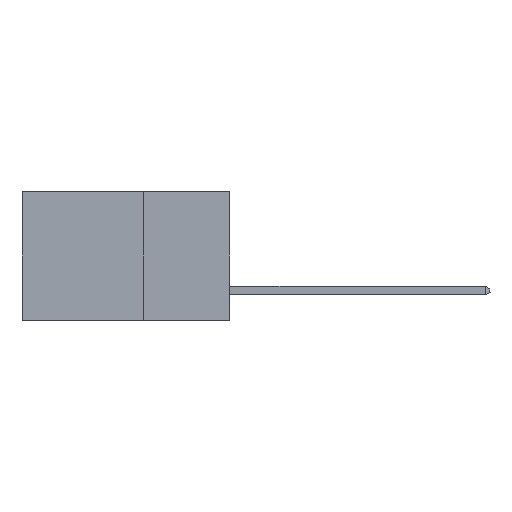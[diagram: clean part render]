
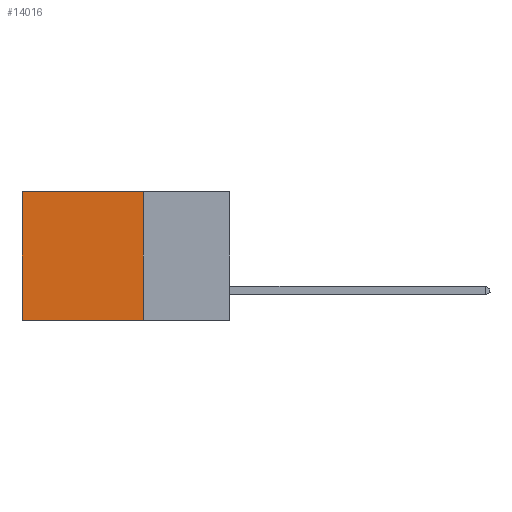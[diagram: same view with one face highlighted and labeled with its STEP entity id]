
A CAD part, left-side view. The second image highlights one B-rep face of the part: STEP entity #14016.
In plain terms, the highlighted planar face has unit normal (-1, 0, 0).
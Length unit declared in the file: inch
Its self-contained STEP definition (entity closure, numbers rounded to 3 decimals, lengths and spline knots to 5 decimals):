
#687 = CARTESIAN_POINT ( 'NONE',  ( 0.298, 0.25, -0.37 ) ) ;
#1604 = DIRECTION ( 'NONE',  ( 0., 0., -1. ) ) ;
#1904 = CARTESIAN_POINT ( 'NONE',  ( 0.298, 0.6, 0. ) ) ;
#2371 = DIRECTION ( 'NONE',  ( 0., 1., 0. ) ) ;
#2621 = LINE ( 'NONE', #12848, #17038 ) ;
#3790 = VERTEX_POINT ( 'NONE', #687 ) ;
#4582 = EDGE_CURVE ( 'NONE', #3790, #21204, #25447, .T. ) ;
#4982 = EDGE_CURVE ( 'NONE', #24511, #3790, #8849, .T. ) ;
#5601 = ORIENTED_EDGE ( 'NONE', *, *, #9503, .T. ) ;
#6640 = VECTOR ( 'NONE', #2371, 39.37008 ) ;
#6898 = EDGE_CURVE ( 'NONE', #23675, #21204, #23802, .T. ) ;
#7906 = DIRECTION ( 'NONE',  ( 0., 1., 0. ) ) ;
#8849 = LINE ( 'NONE', #15854, #21696 ) ;
#9503 = EDGE_CURVE ( 'NONE', #24511, #23675, #2621, .T. ) ;
#11175 = ORIENTED_EDGE ( 'NONE', *, *, #6898, .T. ) ;
#12848 = CARTESIAN_POINT ( 'NONE',  ( 0.298, 0.25, 0. ) ) ;
#13362 = CARTESIAN_POINT ( 'NONE',  ( 0.298, 0.6, -0.37 ) ) ;
#14016 = ADVANCED_FACE ( 'NONE', ( #15956 ), #25410, .F. ) ;
#14037 = AXIS2_PLACEMENT_3D ( 'NONE', #22848, #20434, #27337 ) ;
#15367 = ORIENTED_EDGE ( 'NONE', *, *, #4982, .F. ) ;
#15504 = ORIENTED_EDGE ( 'NONE', *, *, #4582, .F. ) ;
#15854 = CARTESIAN_POINT ( 'NONE',  ( 0.298, 0.25, 0. ) ) ;
#15956 = FACE_OUTER_BOUND ( 'NONE', #19918, .T. ) ;
#16483 = CARTESIAN_POINT ( 'NONE',  ( 0.298, 0.6, 0. ) ) ;
#17038 = VECTOR ( 'NONE', #7906, 39.37008 ) ;
#19918 = EDGE_LOOP ( 'NONE', ( #11175, #15504, #15367, #5601 ) ) ;
#20434 = DIRECTION ( 'NONE',  ( 1., 0., 0. ) ) ;
#20525 = CARTESIAN_POINT ( 'NONE',  ( 0.298, 0.25, 0. ) ) ;
#20569 = DIRECTION ( 'NONE',  ( 0., 0., -1. ) ) ;
#21204 = VERTEX_POINT ( 'NONE', #13362 ) ;
#21214 = CARTESIAN_POINT ( 'NONE',  ( 0.298, 0.25, -0.37 ) ) ;
#21696 = VECTOR ( 'NONE', #20569, 39.37008 ) ;
#22848 = CARTESIAN_POINT ( 'NONE',  ( 0.298, 0.25, 0. ) ) ;
#23675 = VERTEX_POINT ( 'NONE', #16483 ) ;
#23802 = LINE ( 'NONE', #1904, #29313 ) ;
#24511 = VERTEX_POINT ( 'NONE', #20525 ) ;
#25410 = PLANE ( 'NONE',  #14037 ) ;
#25447 = LINE ( 'NONE', #21214, #6640 ) ;
#27337 = DIRECTION ( 'NONE',  ( 0., 0., -1. ) ) ;
#29313 = VECTOR ( 'NONE', #1604, 39.37008 ) ;
